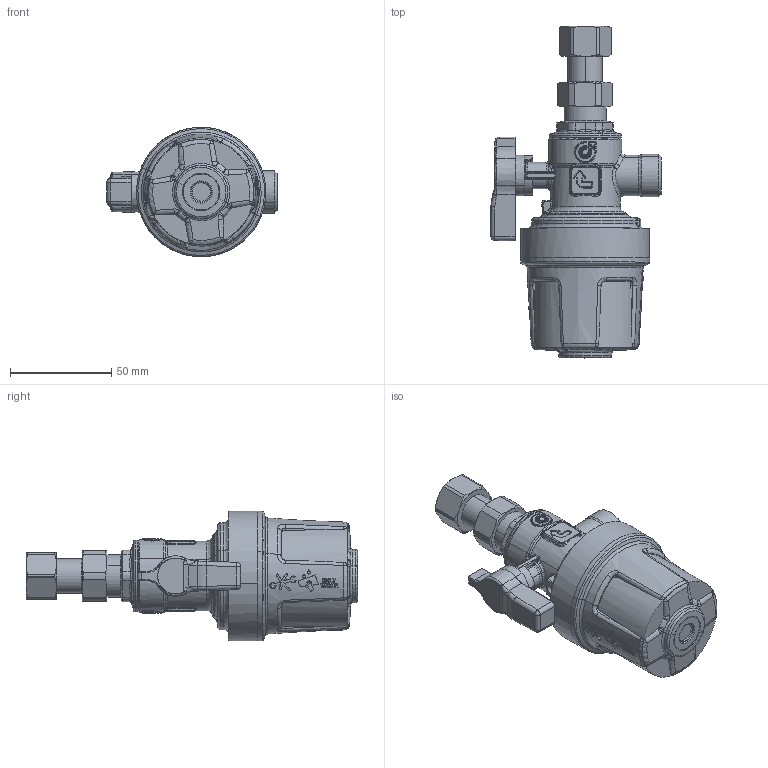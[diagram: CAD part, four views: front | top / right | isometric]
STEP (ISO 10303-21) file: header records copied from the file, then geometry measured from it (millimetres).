
FILE_DESCRIPTION(('CATIA V5 STEP Exchange','CAx-IF Rec.Pracs.--- Model Styling and Organization---1.5--- 2016-08-15','CAx-IF Rec.Pracs.---Supplemental Geometry---1.0---2011-11-01','CAx-IF Rec.Pracs.--- Composite Materials ---3.4---2017-06-13','CAx-IF Rec.Pracs.---Tessellated 3D Geometry---1.0---2015-12-17'),'2;1');
FILE_NAME('STEP_545940_-_TST.stp','2025-11-25T15:17:18+00:00',('none'),('none'),'CATIA Version 5-6 Release 2020 SP5','CATIA V5 STEP AP242 v2','none');
FILE_SCHEMA(('AP242_MANAGED_MODEL_BASED_3D_ENGINEERING_MIM_LF {1 0 10303 442 1 1 4}'));
Length unit declared in the file: millimetre
Products named in the file (1): 545940 - TST
Bounding box: 84.1 x 164.11 x 63.98 mm (x, y, z)
Volume: 245190.2 mm3; surface area: 33467.8 mm2
Topology: 1 solids, 2 shells, 1614 faces, 4026 edges, 2392 vertices
Faces by surface type: bspline 495, plane 357, cylinder 340, extrusion 132, cone 124, torus 112, sphere 54
Entity records: 75345 total; most frequent: CARTESIAN_POINT 44123, ORIENTED_EDGE 7900, EDGE_CURVE 3950, DIRECTION 3195, B_SPLINE_CURVE_WITH_KNOTS 2545, VERTEX_POINT 2392, EDGE_LOOP 1666, ADVANCED_FACE 1614
